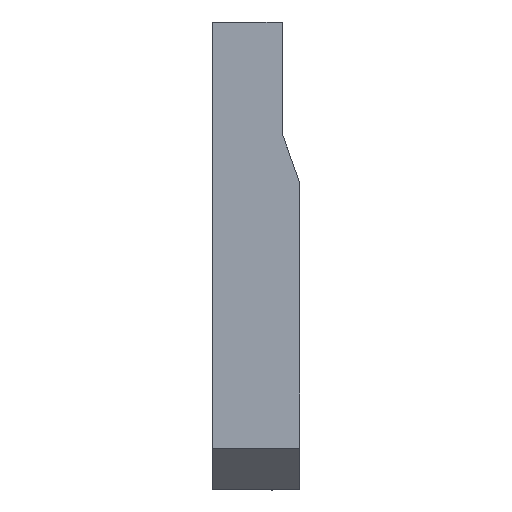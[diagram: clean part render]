
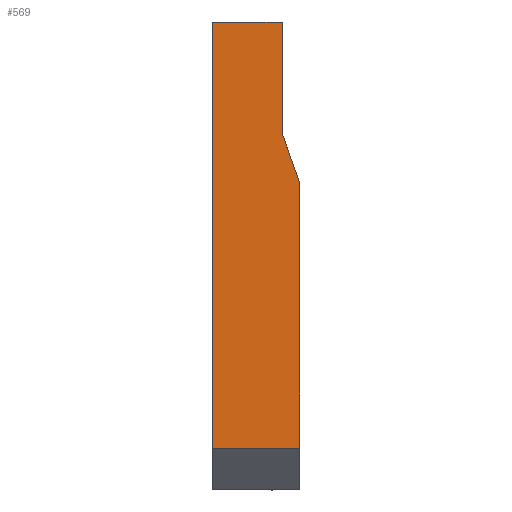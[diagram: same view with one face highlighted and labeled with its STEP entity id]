
A CAD part, left-side view. The second image highlights one B-rep face of the part: STEP entity #569.
In plain terms, the highlighted planar face has unit normal (-1, 0, 0).
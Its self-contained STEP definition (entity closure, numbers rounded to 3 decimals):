
#27=FACE_OUTER_BOUND('',#55,.T.);
#55=EDGE_LOOP('',(#385,#386,#387,#388,#389,#390));
#88=LINE('',#794,#166);
#93=LINE('',#806,#171);
#94=LINE('',#808,#172);
#95=LINE('',#810,#173);
#96=LINE('',#812,#174);
#97=LINE('',#813,#175);
#166=VECTOR('',#648,10.);
#171=VECTOR('',#657,10.);
#172=VECTOR('',#658,10.);
#173=VECTOR('',#659,10.);
#174=VECTOR('',#660,10.);
#175=VECTOR('',#661,10.);
#242=VERTEX_POINT('',#788);
#244=VERTEX_POINT('',#792);
#249=VERTEX_POINT('',#805);
#250=VERTEX_POINT('',#807);
#251=VERTEX_POINT('',#809);
#252=VERTEX_POINT('',#811);
#298=EDGE_CURVE('',#242,#244,#88,.T.);
#303=EDGE_CURVE('',#249,#244,#93,.T.);
#304=EDGE_CURVE('',#250,#249,#94,.T.);
#305=EDGE_CURVE('',#250,#251,#95,.T.);
#306=EDGE_CURVE('',#252,#251,#96,.T.);
#307=EDGE_CURVE('',#252,#242,#97,.T.);
#385=ORIENTED_EDGE('',*,*,#298,.T.);
#386=ORIENTED_EDGE('',*,*,#303,.F.);
#387=ORIENTED_EDGE('',*,*,#304,.F.);
#388=ORIENTED_EDGE('',*,*,#305,.T.);
#389=ORIENTED_EDGE('',*,*,#306,.F.);
#390=ORIENTED_EDGE('',*,*,#307,.T.);
#543=PLANE('',#611);
#569=ADVANCED_FACE('',(#27),#543,.T.);
#611=AXIS2_PLACEMENT_3D('',#804,#655,#656);
#648=DIRECTION('',(0.,1.,0.));
#655=DIRECTION('center_axis',(-1.,0.,0.));
#656=DIRECTION('ref_axis',(0.,0.,1.));
#657=DIRECTION('',(0.,0.,1.));
#658=DIRECTION('',(0.,1.,0.));
#659=DIRECTION('',(0.,0.,1.));
#660=DIRECTION('',(0.,-0.336,-0.942));
#661=DIRECTION('',(0.,0.,1.));
#788=CARTESIAN_POINT('',(-62.,5.,84.));
#792=CARTESIAN_POINT('',(-62.,25.,84.));
#794=CARTESIAN_POINT('',(-62.,7.5,84.));
#804=CARTESIAN_POINT('Origin',(-62.,0.,-40.));
#805=CARTESIAN_POINT('',(-62.,25.,-38.));
#806=CARTESIAN_POINT('',(-62.,25.,-40.));
#807=CARTESIAN_POINT('',(-62.,0.,-38.));
#808=CARTESIAN_POINT('',(-62.,0.,-38.));
#809=CARTESIAN_POINT('',(-62.,0.,38.));
#810=CARTESIAN_POINT('',(-62.,0.,-40.));
#811=CARTESIAN_POINT('',(-62.,5.,52.));
#812=CARTESIAN_POINT('',(-62.,-11.103,6.912));
#813=CARTESIAN_POINT('',(-62.,5.,52.));
